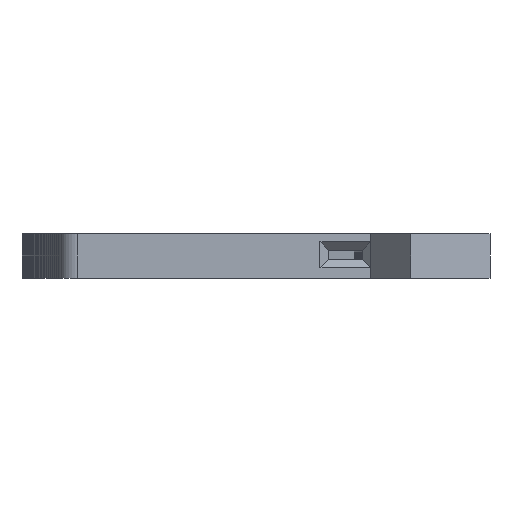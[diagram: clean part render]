
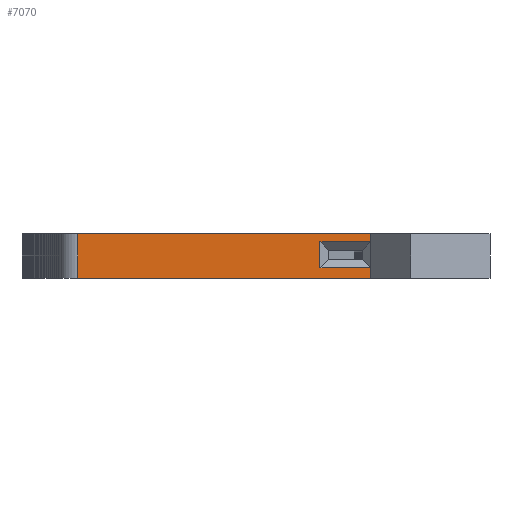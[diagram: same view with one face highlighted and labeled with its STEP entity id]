
A CAD part, left-side view. The second image highlights one B-rep face of the part: STEP entity #7070.
In plain terms, the highlighted planar face has unit normal (-1, 0, 0).
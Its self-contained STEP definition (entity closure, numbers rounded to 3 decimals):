
#30=FACE_BOUND('',#396,.T.);
#39=FACE_OUTER_BOUND('',#395,.T.);
#395=EDGE_LOOP('',(#4619,#4620,#4621,#4622));
#396=EDGE_LOOP('',(#4623,#4624,#4625,#4626));
#752=LINE('',#9586,#1798);
#756=LINE('',#9594,#1802);
#760=LINE('',#9602,#1806);
#762=LINE('',#9605,#1808);
#764=LINE('',#9610,#1810);
#765=LINE('',#9612,#1811);
#766=LINE('',#9614,#1812);
#767=LINE('',#9615,#1813);
#1798=VECTOR('',#7806,10.);
#1802=VECTOR('',#7812,10.);
#1806=VECTOR('',#7818,10.);
#1808=VECTOR('',#7822,10.);
#1810=VECTOR('',#7826,10.);
#1811=VECTOR('',#7827,10.);
#1812=VECTOR('',#7828,10.);
#1813=VECTOR('',#7829,10.);
#2844=VERTEX_POINT('',#9584);
#2845=VERTEX_POINT('',#9585);
#2848=VERTEX_POINT('',#9593);
#2851=VERTEX_POINT('',#9601);
#2852=VERTEX_POINT('',#9608);
#2853=VERTEX_POINT('',#9609);
#2854=VERTEX_POINT('',#9611);
#2855=VERTEX_POINT('',#9613);
#3547=EDGE_CURVE('',#2844,#2845,#752,.T.);
#3551=EDGE_CURVE('',#2845,#2848,#756,.T.);
#3555=EDGE_CURVE('',#2848,#2851,#760,.T.);
#3557=EDGE_CURVE('',#2851,#2844,#762,.T.);
#3559=EDGE_CURVE('',#2852,#2853,#764,.T.);
#3560=EDGE_CURVE('',#2854,#2852,#765,.T.);
#3561=EDGE_CURVE('',#2854,#2855,#766,.T.);
#3562=EDGE_CURVE('',#2853,#2855,#767,.T.);
#4619=ORIENTED_EDGE('',*,*,#3559,.F.);
#4620=ORIENTED_EDGE('',*,*,#3560,.F.);
#4621=ORIENTED_EDGE('',*,*,#3561,.T.);
#4622=ORIENTED_EDGE('',*,*,#3562,.F.);
#4623=ORIENTED_EDGE('',*,*,#3547,.F.);
#4624=ORIENTED_EDGE('',*,*,#3557,.F.);
#4625=ORIENTED_EDGE('',*,*,#3555,.F.);
#4626=ORIENTED_EDGE('',*,*,#3551,.F.);
#6719=PLANE('',#7440);
#7070=ADVANCED_FACE('',(#39,#30),#6719,.T.);
#7440=AXIS2_PLACEMENT_3D('',#9607,#7824,#7825);
#7806=DIRECTION('',(0.,0.,1.));
#7812=DIRECTION('',(0.,1.,0.));
#7818=DIRECTION('',(0.,0.,-1.));
#7822=DIRECTION('',(0.,-1.,0.));
#7824=DIRECTION('center_axis',(-1.,0.,
0.));
#7825=DIRECTION('ref_axis',(0.,-1.,0.));
#7826=DIRECTION('',(0.,0.,-1.));
#7827=DIRECTION('',(0.,-1.,0.));
#7828=DIRECTION('',(0.,0.,-1.));
#7829=DIRECTION('',(0.,1.,0.));
#9584=CARTESIAN_POINT('',(17.111,-71.6,-0.7));
#9585=CARTESIAN_POINT('',(17.111,-71.6,5.2));
#9586=CARTESIAN_POINT('',(17.111,-71.6,0.65));
#9593=CARTESIAN_POINT('',(17.111,-60.1,5.2));
#9594=CARTESIAN_POINT('',(17.111,-33.668,5.2));
#9601=CARTESIAN_POINT('',(17.111,-60.1,-0.7));
#9602=CARTESIAN_POINT('',(17.111,-60.1,-0.4));
#9605=CARTESIAN_POINT('',(17.111,-37.518,-0.7));
#9607=CARTESIAN_POINT('Origin',(17.111,-5.337,-2.));
#9608=CARTESIAN_POINT('',(17.111,-71.603,7.));
#9609=CARTESIAN_POINT('',(17.111,-71.603,-3.));
#9610=CARTESIAN_POINT('',(17.111,-71.603,-2.));
#9611=CARTESIAN_POINT('',(17.111,-5.337,7.));
#9612=CARTESIAN_POINT('',(17.111,-71.603,7.));
#9613=CARTESIAN_POINT('',(17.111,-5.337,-3.));
#9614=CARTESIAN_POINT('',(17.111,-5.337,-2.));
#9615=CARTESIAN_POINT('',(17.111,-71.603,-3.));
